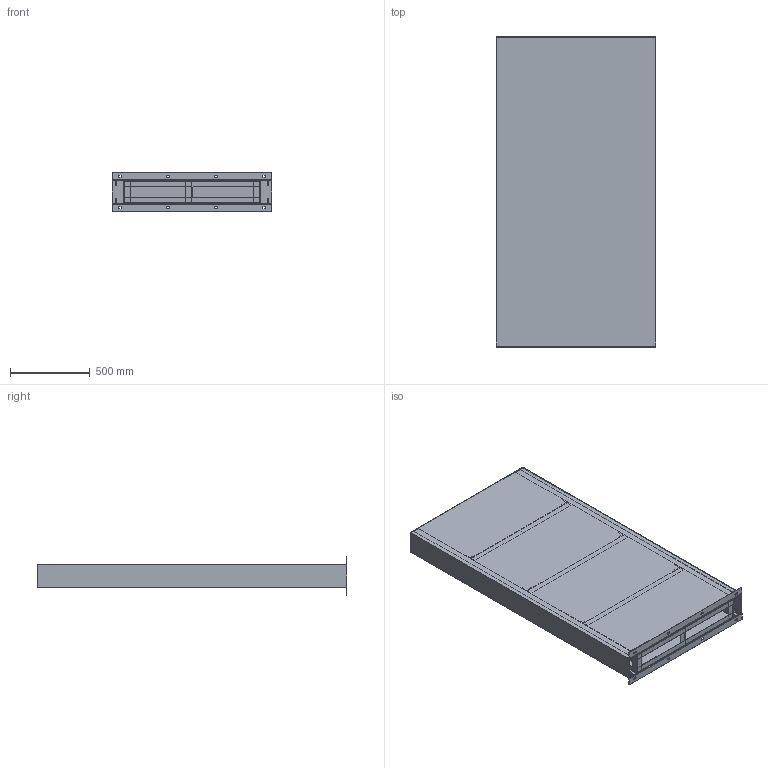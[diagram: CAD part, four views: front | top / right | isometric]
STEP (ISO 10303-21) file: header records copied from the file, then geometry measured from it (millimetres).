
FILE_DESCRIPTION (( 'STEP AP214' ), '1' );
FILE_NAME ('AW5_VectorWorks.STEP', '2021-04-22T10:31:28', ( '' ), ( '' ), 'SwSTEP 2.0', 'SolidWorks 2020', '' );
FILE_SCHEMA (( 'AUTOMOTIVE_DESIGN' ));
Length unit declared in the file: millimetre
Products named in the file (9): AW5-sidewall2; AW5-headwall; AW5-reinforcement Upr1; AW5-reinforcement 1; AW5-reinforcement 3; AW5_VectorWorks; AW5-reinforcement 2; AW5-sidewall; AW5-top
Assembly tree (29 placements, depth 2):
  AW5_VectorWorks
    AW5-sidewall
    AW5-sidewall2
    AW5-top
    AW5-headwall  x2
    AW5-reinforcement 1  x8
    AW5-reinforcement Upr1  x4
    AW5-reinforcement 2  x6
    AW5-reinforcement 3  x6
Bounding box: 1000 x 1943 x 248 mm (x, y, z)
Volume: 18285183.9 mm3; surface area: 12368163.1 mm2
Topology: 29 solids, 29 shells, 462 faces, 996 edges, 592 vertices
Faces by surface type: plane 386, cylinder 76
Entity records: 4422 total; most frequent: DIRECTION 724, CARTESIAN_POINT 688, ORIENTED_EDGE 640, EDGE_CURVE 320, LINE 260, VECTOR 260, AXIS2_PLACEMENT_3D 232, VERTEX_POINT 196
